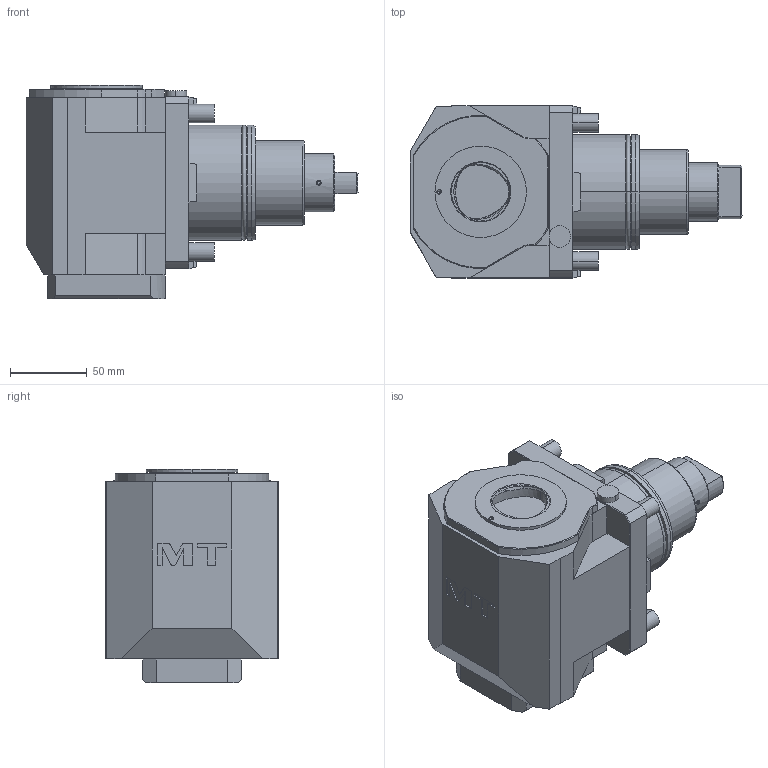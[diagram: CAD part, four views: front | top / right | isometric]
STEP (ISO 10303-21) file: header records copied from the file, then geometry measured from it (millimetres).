
FILE_DESCRIPTION((''),'2;1');
FILE_NAME('DWO0610250_CONF','2023-04-18T14:20:38',('gvalli'),('M.T. srl'),'CREO PARAMETRIC BY PTC INC, 2021072','CREO PARAMETRIC BY PTC INC, 2021072','');
FILE_SCHEMA(('CONFIG_CONTROL_DESIGN'));
Length unit declared in the file: millimetre
Products named in the file (1): DWO0610250_CONF
Bounding box: 216 x 112 x 139 mm (x, y, z)
Volume: 1644328.1 mm3; surface area: 111380.1 mm2
Topology: 1 solids, 1 shells, 238 faces, 574 edges, 361 vertices
Faces by surface type: plane 139, cylinder 64, cone 23, bspline 6, torus 4, extrusion 2
Entity records: 7753 total; most frequent: CARTESIAN_POINT 2199, ORIENTED_EDGE 1144, DIRECTION 1115, EDGE_CURVE 572, AXIS2_PLACEMENT_3D 375, VECTOR 365, LINE 363, VERTEX_POINT 361
